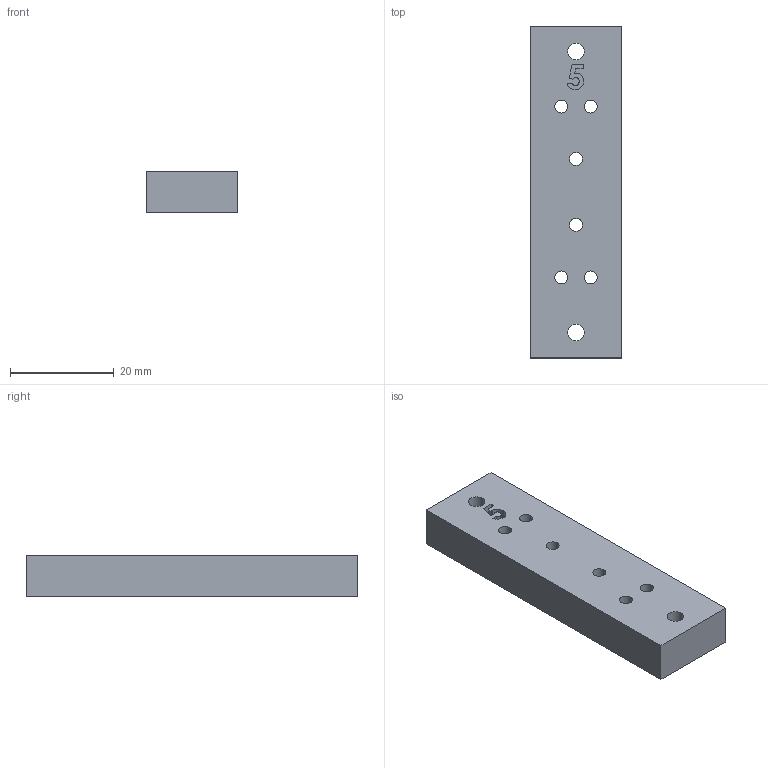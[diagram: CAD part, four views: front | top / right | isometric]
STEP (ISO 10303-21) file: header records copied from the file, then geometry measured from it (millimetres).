
FILE_DESCRIPTION (( 'STEP AP214' ), '1' );
FILE_NAME ('Valve Mount Module 5.STEP', '2025-09-19T19:24:22', ( '' ), ( '' ), 'SwSTEP 2.0', 'SolidWorks 2025', '' );
FILE_SCHEMA (( 'AUTOMOTIVE_DESIGN' ));
Length unit declared in the file: millimetre
Products named in the file (1): Valve Mount Module 5
Bounding box: 17.65 x 64 x 8 mm (x, y, z)
Volume: 8611.6 mm3; surface area: 4083.1 mm2
Topology: 1 solids, 1 shells, 44 faces, 117 edges, 78 vertices
Faces by surface type: cylinder 20, plane 16, bspline 8
Entity records: 1852 total; most frequent: CARTESIAN_POINT 712, ORIENTED_EDGE 234, DIRECTION 215, EDGE_CURVE 117, VERTEX_POINT 78, AXIS2_PLACEMENT_3D 77, EDGE_LOOP 63, VECTOR 61
